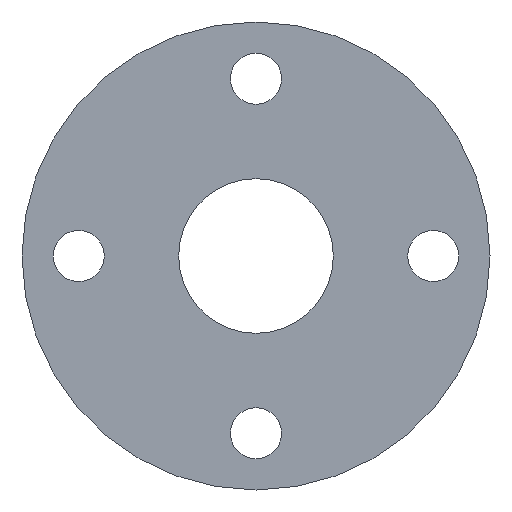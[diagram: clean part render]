
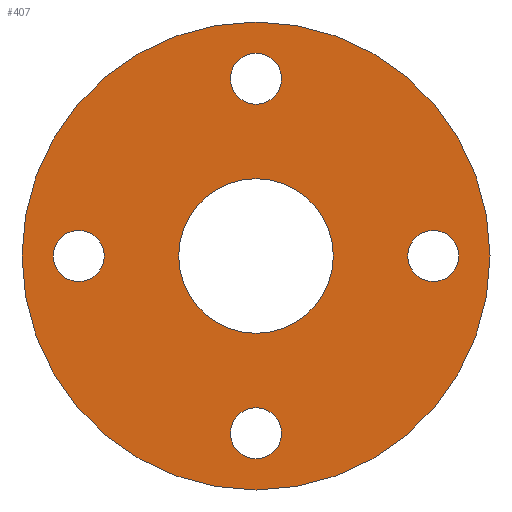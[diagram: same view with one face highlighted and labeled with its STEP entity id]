
A CAD part, front view. The second image highlights one B-rep face of the part: STEP entity #407.
In plain terms, the highlighted planar face has unit normal (0, -1, 0).
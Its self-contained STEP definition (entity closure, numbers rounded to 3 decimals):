
#4 = EDGE_CURVE ( 'NONE', #389, #9, #508, .T. ) ;
#6 = AXIS2_PLACEMENT_3D ( 'NONE', #352, #179, #284 ) ;
#9 = VERTEX_POINT ( 'NONE', #331 ) ;
#11 = EDGE_CURVE ( 'NONE', #286, #135, #439, .T. ) ;
#13 = EDGE_CURVE ( 'NONE', #319, #221, #180, .T. ) ;
#18 = CARTESIAN_POINT ( 'NONE',  ( -62.5, 0., 0. ) ) ;
#24 = ORIENTED_EDGE ( 'NONE', *, *, #160, .F. ) ;
#26 = CARTESIAN_POINT ( 'NONE',  ( -62.5, 0., -9. ) ) ;
#28 = AXIS2_PLACEMENT_3D ( 'NONE', #147, #323, #401 ) ;
#31 = AXIS2_PLACEMENT_3D ( 'NONE', #490, #394, #190 ) ;
#35 = CARTESIAN_POINT ( 'NONE',  ( 0., 0., 62.5 ) ) ;
#36 = PLANE ( 'NONE',  #93 ) ;
#38 = CARTESIAN_POINT ( 'NONE',  ( 0., 0., 82.5 ) ) ;
#57 = DIRECTION ( 'NONE',  ( 0., 0., 1. ) ) ;
#58 = EDGE_CURVE ( 'NONE', #479, #324, #263, .T. ) ;
#66 = ORIENTED_EDGE ( 'NONE', *, *, #334, .F. ) ;
#67 = DIRECTION ( 'NONE',  ( 0., -1., 0. ) ) ;
#69 = ORIENTED_EDGE ( 'NONE', *, *, #4, .F. ) ;
#81 = VERTEX_POINT ( 'NONE', #38 ) ;
#82 = DIRECTION ( 'NONE',  ( 0., 0., -1. ) ) ;
#83 = FACE_BOUND ( 'NONE', #484, .T. ) ;
#85 = DIRECTION ( 'NONE',  ( 0., -1., 0. ) ) ;
#93 = AXIS2_PLACEMENT_3D ( 'NONE', #418, #254, #406 ) ;
#105 = CIRCLE ( 'NONE', #144, 27.25 ) ;
#107 = CARTESIAN_POINT ( 'NONE',  ( 0., 0., -27.25 ) ) ;
#116 = ORIENTED_EDGE ( 'NONE', *, *, #424, .F. ) ;
#120 = DIRECTION ( 'NONE',  ( 0., 0., -1. ) ) ;
#123 = FACE_OUTER_BOUND ( 'NONE', #446, .T. ) ;
#135 = VERTEX_POINT ( 'NONE', #421 ) ;
#144 = AXIS2_PLACEMENT_3D ( 'NONE', #309, #476, #57 ) ;
#147 = CARTESIAN_POINT ( 'NONE',  ( 62.5, 0., 0. ) ) ;
#149 = DIRECTION ( 'NONE',  ( 0., -1., 0. ) ) ;
#151 = FACE_BOUND ( 'NONE', #358, .T. ) ;
#160 = EDGE_CURVE ( 'NONE', #81, #236, #470, .T. ) ;
#166 = AXIS2_PLACEMENT_3D ( 'NONE', #273, #228, #518 ) ;
#174 = VERTEX_POINT ( 'NONE', #202 ) ;
#177 = ORIENTED_EDGE ( 'NONE', *, *, #315, .F. ) ;
#178 = CIRCLE ( 'NONE', #28, 9. ) ;
#179 = DIRECTION ( 'NONE',  ( 0., -1., 0. ) ) ;
#180 = CIRCLE ( 'NONE', #290, 9. ) ;
#183 = CARTESIAN_POINT ( 'NONE',  ( 0., 0., -82.5 ) ) ;
#185 = CARTESIAN_POINT ( 'NONE',  ( 0., 0., -71.5 ) ) ;
#188 = DIRECTION ( 'NONE',  ( 0., 0., -1. ) ) ;
#190 = DIRECTION ( 'NONE',  ( 0., 0., 1. ) ) ;
#202 = CARTESIAN_POINT ( 'NONE',  ( 0., 0., 27.25 ) ) ;
#204 = CARTESIAN_POINT ( 'NONE',  ( 0., 0., -62.5 ) ) ;
#218 = CIRCLE ( 'NONE', #31, 27.25 ) ;
#221 = VERTEX_POINT ( 'NONE', #185 ) ;
#228 = DIRECTION ( 'NONE',  ( 0., 1., 0. ) ) ;
#229 = AXIS2_PLACEMENT_3D ( 'NONE', #382, #456, #292 ) ;
#232 = ORIENTED_EDGE ( 'NONE', *, *, #367, .F. ) ;
#236 = VERTEX_POINT ( 'NONE', #183 ) ;
#237 = AXIS2_PLACEMENT_3D ( 'NONE', #530, #149, #246 ) ;
#240 = CARTESIAN_POINT ( 'NONE',  ( 62.5, 0., 9. ) ) ;
#246 = DIRECTION ( 'NONE',  ( 0., 0., -1. ) ) ;
#254 = DIRECTION ( 'NONE',  ( 0., -1., 0. ) ) ;
#263 = CIRCLE ( 'NONE', #507, 9. ) ;
#266 = CIRCLE ( 'NONE', #166, 82.5 ) ;
#273 = CARTESIAN_POINT ( 'NONE',  ( 0., 0., 0. ) ) ;
#284 = DIRECTION ( 'NONE',  ( 0., 0., -1. ) ) ;
#285 = DIRECTION ( 'NONE',  ( 0., 0., -1. ) ) ;
#286 = VERTEX_POINT ( 'NONE', #26 ) ;
#287 = CIRCLE ( 'NONE', #339, 9. ) ;
#288 = DIRECTION ( 'NONE',  ( 0., 0., -1. ) ) ;
#289 = FACE_BOUND ( 'NONE', #359, .T. ) ;
#290 = AXIS2_PLACEMENT_3D ( 'NONE', #204, #378, #188 ) ;
#292 = DIRECTION ( 'NONE',  ( 0., 0., 1. ) ) ;
#293 = FACE_BOUND ( 'NONE', #526, .T. ) ;
#294 = ORIENTED_EDGE ( 'NONE', *, *, #353, .T. ) ;
#303 = AXIS2_PLACEMENT_3D ( 'NONE', #369, #497, #120 ) ;
#309 = CARTESIAN_POINT ( 'NONE',  ( 0., 0., 0. ) ) ;
#311 = EDGE_CURVE ( 'NONE', #437, #174, #218, .T. ) ;
#315 = EDGE_CURVE ( 'NONE', #135, #286, #386, .T. ) ;
#319 = VERTEX_POINT ( 'NONE', #361 ) ;
#320 = ORIENTED_EDGE ( 'NONE', *, *, #11, .F. ) ;
#323 = DIRECTION ( 'NONE',  ( 0., -1., 0. ) ) ;
#324 = VERTEX_POINT ( 'NONE', #528 ) ;
#326 = CARTESIAN_POINT ( 'NONE',  ( 0., 0., 62.5 ) ) ;
#331 = CARTESIAN_POINT ( 'NONE',  ( 62.5, 0., -9. ) ) ;
#334 = EDGE_CURVE ( 'NONE', #221, #319, #503, .T. ) ;
#339 = AXIS2_PLACEMENT_3D ( 'NONE', #326, #491, #285 ) ;
#352 = CARTESIAN_POINT ( 'NONE',  ( 0., 0., -62.5 ) ) ;
#353 = EDGE_CURVE ( 'NONE', #174, #437, #105, .T. ) ;
#358 = EDGE_LOOP ( 'NONE', ( #525, #69 ) ) ;
#359 = EDGE_LOOP ( 'NONE', ( #320, #177 ) ) ;
#361 = CARTESIAN_POINT ( 'NONE',  ( 0., 0., -53.5 ) ) ;
#362 = FACE_BOUND ( 'NONE', #480, .T. ) ;
#367 = EDGE_CURVE ( 'NONE', #236, #81, #266, .T. ) ;
#369 = CARTESIAN_POINT ( 'NONE',  ( -62.5, 0., 0. ) ) ;
#378 = DIRECTION ( 'NONE',  ( 0., -1., 0. ) ) ;
#382 = CARTESIAN_POINT ( 'NONE',  ( 0., 0., 0. ) ) ;
#386 = CIRCLE ( 'NONE', #481, 9. ) ;
#389 = VERTEX_POINT ( 'NONE', #240 ) ;
#394 = DIRECTION ( 'NONE',  ( 0., 1., 0. ) ) ;
#401 = DIRECTION ( 'NONE',  ( 0., 0., -1. ) ) ;
#406 = DIRECTION ( 'NONE',  ( 0., 0., -1. ) ) ;
#407 = ADVANCED_FACE ( 'NONE', ( #151, #362, #289, #293, #83, #123 ), #36, .T. ) ;
#412 = ORIENTED_EDGE ( 'NONE', *, *, #311, .T. ) ;
#418 = CARTESIAN_POINT ( 'NONE',  ( 0., 0., 82.5 ) ) ;
#419 = EDGE_CURVE ( 'NONE', #9, #389, #178, .T. ) ;
#421 = CARTESIAN_POINT ( 'NONE',  ( -62.5, 0., 9. ) ) ;
#424 = EDGE_CURVE ( 'NONE', #324, #479, #287, .T. ) ;
#436 = ORIENTED_EDGE ( 'NONE', *, *, #58, .F. ) ;
#437 = VERTEX_POINT ( 'NONE', #107 ) ;
#439 = CIRCLE ( 'NONE', #303, 9. ) ;
#446 = EDGE_LOOP ( 'NONE', ( #24, #232 ) ) ;
#456 = DIRECTION ( 'NONE',  ( 0., 1., 0. ) ) ;
#470 = CIRCLE ( 'NONE', #229, 82.5 ) ;
#476 = DIRECTION ( 'NONE',  ( 0., 1., 0. ) ) ;
#479 = VERTEX_POINT ( 'NONE', #535 ) ;
#480 = EDGE_LOOP ( 'NONE', ( #116, #436 ) ) ;
#481 = AXIS2_PLACEMENT_3D ( 'NONE', #18, #67, #288 ) ;
#484 = EDGE_LOOP ( 'NONE', ( #294, #412 ) ) ;
#489 = ORIENTED_EDGE ( 'NONE', *, *, #13, .F. ) ;
#490 = CARTESIAN_POINT ( 'NONE',  ( 0., 0., 0. ) ) ;
#491 = DIRECTION ( 'NONE',  ( 0., -1., 0. ) ) ;
#497 = DIRECTION ( 'NONE',  ( 0., -1., 0. ) ) ;
#503 = CIRCLE ( 'NONE', #6, 9. ) ;
#507 = AXIS2_PLACEMENT_3D ( 'NONE', #35, #85, #82 ) ;
#508 = CIRCLE ( 'NONE', #237, 9. ) ;
#518 = DIRECTION ( 'NONE',  ( 0., 0., 1. ) ) ;
#525 = ORIENTED_EDGE ( 'NONE', *, *, #419, .F. ) ;
#526 = EDGE_LOOP ( 'NONE', ( #66, #489 ) ) ;
#528 = CARTESIAN_POINT ( 'NONE',  ( 0., 0., 53.5 ) ) ;
#530 = CARTESIAN_POINT ( 'NONE',  ( 62.5, 0., 0. ) ) ;
#535 = CARTESIAN_POINT ( 'NONE',  ( 0., 0., 71.5 ) ) ;
